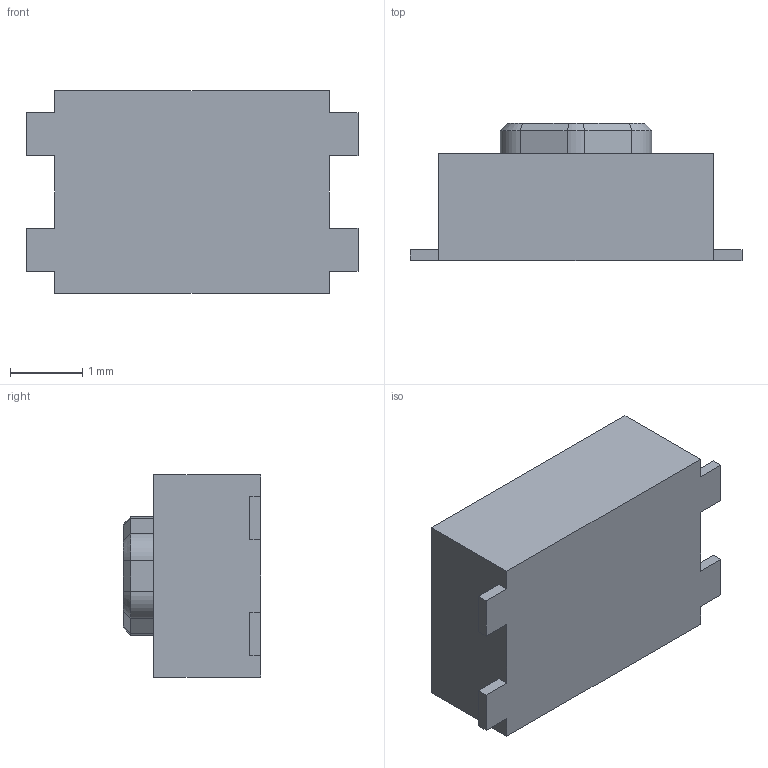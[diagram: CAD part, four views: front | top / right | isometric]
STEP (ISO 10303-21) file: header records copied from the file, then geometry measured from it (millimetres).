
FILE_DESCRIPTION (( 'STEP AP214' ), '1' );
FILE_NAME ('MCIPTG23K-V.STEP', '2015-02-06T19:34:27', ( '' ), ( '' ), 'SwSTEP 2.0', 'SolidWorks 2014', '' );
FILE_SCHEMA (( 'AUTOMOTIVE_DESIGN' ));
Length unit declared in the file: millimetre
Products named in the file (1): MCIPTG23K-V
Bounding box: 4.6 x 1.9 x 2.8 mm (x, y, z)
Volume: 17 mm3; surface area: 45.4 mm2
Topology: 1 solids, 1 shells, 49 faces, 125 edges, 79 vertices
Faces by surface type: plane 35, cone 7, cylinder 7
Entity records: 1963 total; most frequent: CARTESIAN_POINT 254, ORIENTED_EDGE 250, DIRECTION 246, EDGE_CURVE 125, VECTOR 104, LINE 104, VERTEX_POINT 79, AXIS2_PLACEMENT_3D 71
